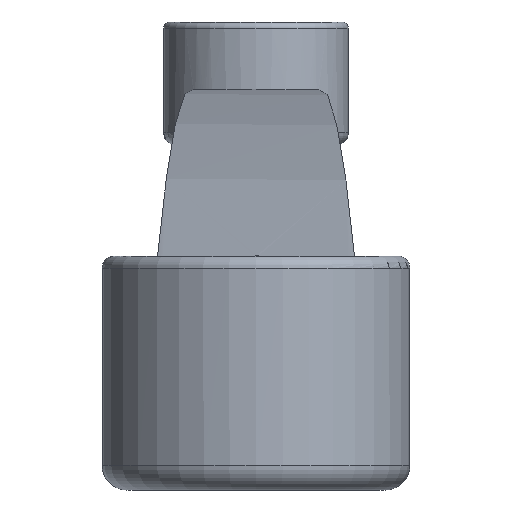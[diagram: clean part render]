
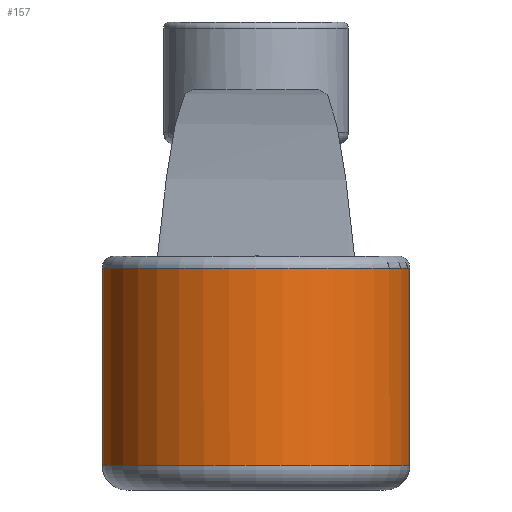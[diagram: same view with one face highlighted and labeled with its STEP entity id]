
A CAD part, left-side view. The second image highlights one B-rep face of the part: STEP entity #157.
In plain terms, the highlighted cylindrical face has radius 12.5 mm (diameter 25 mm), a full revolution.
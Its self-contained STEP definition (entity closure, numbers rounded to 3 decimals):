
#101=FACE_BOUND('',#252,.T.);
#102=FACE_BOUND('',#253,.T.);
#122=CIRCLE('',#836,12.5);
#124=CIRCLE('',#840,12.5);
#125=CIRCLE('',#841,12.5);
#126=CIRCLE('',#842,12.5);
#127=CIRCLE('',#843,12.5);
#128=CIRCLE('',#844,12.5);
#138=CYLINDRICAL_SURFACE('',#845,12.5);
#157=ADVANCED_FACE('',(#101,#102),#138,.T.);
#252=EDGE_LOOP('',(#392,#393,#394,#395,#396,#397,#398,#399,#400,#401));
#253=EDGE_LOOP('',(#402));
#313=B_SPLINE_CURVE_WITH_KNOTS('',3,(#1325,#1326,#1327,#1328,#1329,#1330,
#1331,#1332,#1333,#1334,#1335,#1336,#1337,#1338,#1339,#1340),.UNSPECIFIED.,
.F.,.F.,(4,3,3,3,3,4),(0.,0.28,0.536,0.728,
0.884,1.),.UNSPECIFIED.);
#314=B_SPLINE_CURVE_WITH_KNOTS('',3,(#1341,#1342,#1343,#1344,#1345,#1346,
#1347,#1348,#1349,#1350,#1351,#1352,#1353,#1354,#1355,#1356),.UNSPECIFIED.,
.F.,.F.,(4,3,3,3,3,4),(0.,0.152,0.303,0.511,
0.78,1.),.UNSPECIFIED.);
#315=B_SPLINE_CURVE_WITH_KNOTS('',3,(#1362,#1363,#1364,#1365),.UNSPECIFIED.,
.F.,.F.,(4,4),(0.,1.),.UNSPECIFIED.);
#392=ORIENTED_EDGE('',*,*,#666,.T.);
#393=ORIENTED_EDGE('',*,*,#667,.T.);
#394=ORIENTED_EDGE('',*,*,#651,.T.);
#395=ORIENTED_EDGE('',*,*,#660,.T.);
#396=ORIENTED_EDGE('',*,*,#624,.F.);
#397=ORIENTED_EDGE('',*,*,#668,.T.);
#398=ORIENTED_EDGE('',*,*,#669,.T.);
#399=ORIENTED_EDGE('',*,*,#670,.T.);
#400=ORIENTED_EDGE('',*,*,#671,.T.);
#401=ORIENTED_EDGE('',*,*,#672,.T.);
#402=ORIENTED_EDGE('',*,*,#673,.T.);
#552=VERTEX_POINT('',#1082);
#553=VERTEX_POINT('',#1084);
#577=VERTEX_POINT('',#1190);
#578=VERTEX_POINT('',#1192);
#585=VERTEX_POINT('',#1323);
#586=VERTEX_POINT('',#1324);
#587=VERTEX_POINT('',#1357);
#588=VERTEX_POINT('',#1359);
#589=VERTEX_POINT('',#1361);
#590=VERTEX_POINT('',#1366);
#591=VERTEX_POINT('',#1369);
#624=EDGE_CURVE('',#552,#553,#728,.T.);
#651=EDGE_CURVE('',#578,#577,#741,.T.);
#660=EDGE_CURVE('',#577,#553,#122,.T.);
#666=EDGE_CURVE('',#585,#586,#124,.T.);
#667=EDGE_CURVE('',#586,#578,#313,.T.);
#668=EDGE_CURVE('',#552,#587,#314,.T.);
#669=EDGE_CURVE('',#587,#588,#125,.T.);
#670=EDGE_CURVE('',#588,#589,#126,.T.);
#671=EDGE_CURVE('',#589,#590,#315,.T.);
#672=EDGE_CURVE('',#590,#585,#127,.T.);
#673=EDGE_CURVE('',#591,#591,#128,.T.);
#728=LINE('',#1083,#776);
#741=LINE('',#1191,#789);
#776=VECTOR('',#896,1.);
#789=VECTOR('',#927,1.);
#836=AXIS2_PLACEMENT_3D('',#1264,#937,#938);
#840=AXIS2_PLACEMENT_3D('',#1322,#945,#946);
#841=AXIS2_PLACEMENT_3D('',#1358,#947,#948);
#842=AXIS2_PLACEMENT_3D('',#1360,#949,#950);
#843=AXIS2_PLACEMENT_3D('',#1367,#951,#952);
#844=AXIS2_PLACEMENT_3D('',#1368,#953,#954);
#845=AXIS2_PLACEMENT_3D('',#1370,#955,#956);
#896=DIRECTION('',(0.,0.,1.));
#927=DIRECTION('',(0.,0.,1.));
#937=DIRECTION('',(0.,0.,-1.));
#938=DIRECTION('',(1.,0.,0.));
#945=DIRECTION('',(0.,0.,-1.));
#946=DIRECTION('',(-1.,0.,0.));
#947=DIRECTION('',(0.,0.,-1.));
#948=DIRECTION('',(-1.,0.,0.));
#949=DIRECTION('',(0.,0.,-1.));
#950=DIRECTION('',(-1.,0.,0.));
#951=DIRECTION('',(0.,0.,-1.));
#952=DIRECTION('',(-1.,0.,0.));
#953=DIRECTION('',(0.,0.,1.));
#954=DIRECTION('',(1.,0.,0.));
#955=DIRECTION('',(0.,0.,-1.));
#956=DIRECTION('',(-1.,0.,0.));
#1082=CARTESIAN_POINT('',(115.465,163.973,-5.5));
#1083=CARTESIAN_POINT('',(115.465,163.973,-147.));
#1084=CARTESIAN_POINT('',(115.465,163.973,-1.));
#1190=CARTESIAN_POINT('',(115.465,147.973,-1.));
#1191=CARTESIAN_POINT('',(115.465,147.973,-147.));
#1192=CARTESIAN_POINT('',(115.465,147.973,-5.5));
#1264=CARTESIAN_POINT('',(105.861,155.973,-1.));
#1322=CARTESIAN_POINT('',(105.861,155.973,-6.));
#1323=CARTESIAN_POINT('',(116.465,149.355,-6.));
#1324=CARTESIAN_POINT('',(115.872,148.487,-6.));
#1325=CARTESIAN_POINT('',(115.872,148.487,-6.));
#1326=CARTESIAN_POINT('',(115.821,148.42,-6.));
#1327=CARTESIAN_POINT('',(115.769,148.352,-5.987));
#1328=CARTESIAN_POINT('',(115.72,148.289,-5.961));
#1329=CARTESIAN_POINT('',(115.675,148.231,-5.938));
#1330=CARTESIAN_POINT('',(115.631,148.175,-5.903));
#1331=CARTESIAN_POINT('',(115.592,148.127,-5.857));
#1332=CARTESIAN_POINT('',(115.562,148.09,-5.822));
#1333=CARTESIAN_POINT('',(115.536,148.058,-5.78));
#1334=CARTESIAN_POINT('',(115.514,148.032,-5.732));
#1335=CARTESIAN_POINT('',(115.497,148.011,-5.694));
#1336=CARTESIAN_POINT('',(115.483,147.994,-5.65));
#1337=CARTESIAN_POINT('',(115.475,147.984,-5.605));
#1338=CARTESIAN_POINT('',(115.469,147.977,-5.571));
#1339=CARTESIAN_POINT('',(115.465,147.973,-5.535));
#1340=CARTESIAN_POINT('',(115.465,147.973,-5.5));
#1341=CARTESIAN_POINT('',(115.465,163.973,-5.5));
#1342=CARTESIAN_POINT('',(115.465,163.973,-5.546));
#1343=CARTESIAN_POINT('',(115.471,163.966,-5.593));
#1344=CARTESIAN_POINT('',(115.482,163.953,-5.636));
#1345=CARTESIAN_POINT('',(115.492,163.941,-5.679));
#1346=CARTESIAN_POINT('',(115.507,163.923,-5.719));
#1347=CARTESIAN_POINT('',(115.525,163.901,-5.755));
#1348=CARTESIAN_POINT('',(115.55,163.871,-5.804));
#1349=CARTESIAN_POINT('',(115.58,163.833,-5.846));
#1350=CARTESIAN_POINT('',(115.613,163.792,-5.88));
#1351=CARTESIAN_POINT('',(115.656,163.739,-5.924));
#1352=CARTESIAN_POINT('',(115.704,163.678,-5.956));
#1353=CARTESIAN_POINT('',(115.752,163.616,-5.976));
#1354=CARTESIAN_POINT('',(115.791,163.565,-5.992));
#1355=CARTESIAN_POINT('',(115.832,163.511,-6.));
#1356=CARTESIAN_POINT('',(115.872,163.458,-6.));
#1357=CARTESIAN_POINT('',(115.872,163.458,-6.));
#1358=CARTESIAN_POINT('',(105.861,155.973,-6.));
#1359=CARTESIAN_POINT('',(116.465,162.59,-6.));
#1360=CARTESIAN_POINT('',(105.861,155.973,-6.));
#1361=CARTESIAN_POINT('',(118.222,157.829,-6.));
#1362=CARTESIAN_POINT('',(118.222,157.829,-6.));
#1363=CARTESIAN_POINT('',(118.408,156.591,-5.931));
#1364=CARTESIAN_POINT('',(118.408,155.354,-5.931));
#1365=CARTESIAN_POINT('',(118.222,154.117,-6.));
#1366=CARTESIAN_POINT('',(118.222,154.117,-6.));
#1367=CARTESIAN_POINT('',(105.861,155.973,-6.));
#1368=CARTESIAN_POINT('',(105.861,155.973,-17.));
#1369=CARTESIAN_POINT('',(118.361,155.973,-17.));
#1370=CARTESIAN_POINT('',(105.861,155.973,0.));
